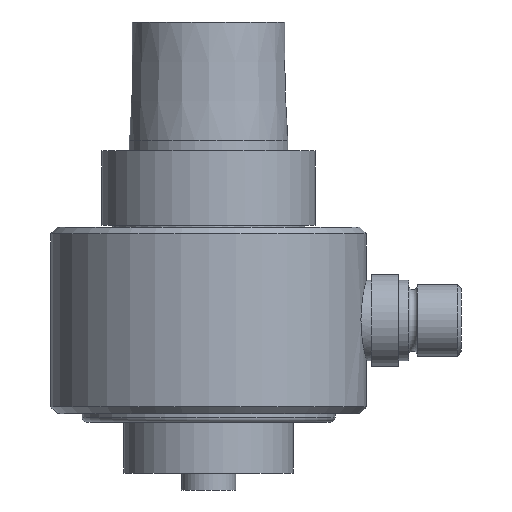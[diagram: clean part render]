
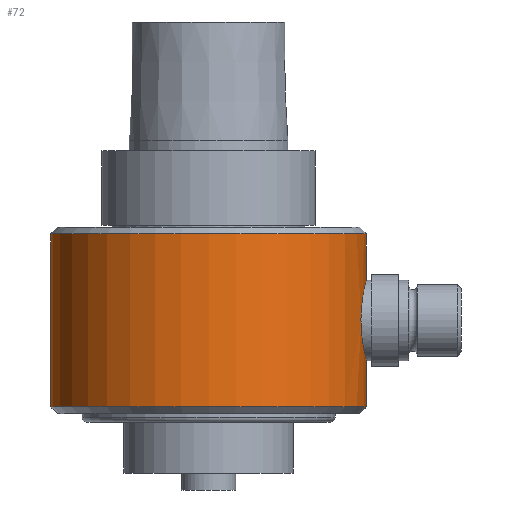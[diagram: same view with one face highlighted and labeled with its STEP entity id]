
A CAD part, left-side view. The second image highlights one B-rep face of the part: STEP entity #72.
In plain terms, the highlighted cylindrical face has radius 46.5 mm (diameter 93 mm), a full revolution.
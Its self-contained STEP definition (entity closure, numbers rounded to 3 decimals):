
#72=ADVANCED_FACE('',(#133,#134,#135),#101,.T.);
#101=CYLINDRICAL_SURFACE('',#445,46.5);
#109=B_SPLINE_CURVE_WITH_KNOTS('',3,(#628,#629,#630,#631,#632,#633,#634,#635,#636,
     #637,#638,#639,#640,#641,#642,#643,#644,#645),.UNSPECIFIED.,.T.,.F.,(2,2,2,
     2,2,2,2,2,2,2,2),(-0.125,0.0,0.125,0.25,0.375,0.5,0.625,0.75,0.875,1.0,1.125),
     .UNSPECIFIED.);
#133=FACE_BOUND('',#201,.T.);
#134=FACE_BOUND('',#202,.T.);
#135=FACE_BOUND('',#203,.T.);
#201=EDGE_LOOP('',(#271));
#202=EDGE_LOOP('',(#272));
#203=EDGE_LOOP('',(#273));
#271=ORIENTED_EDGE('',*,*,#366,.T.);
#272=ORIENTED_EDGE('',*,*,#367,.F.);
#273=ORIENTED_EDGE('',*,*,#356,.T.);
#321=VERTEX_POINT('',#646);
#331=VERTEX_POINT('',#677);
#332=VERTEX_POINT('',#679);
#356=EDGE_CURVE('',#321,#321,#109,.T.);
#366=EDGE_CURVE('',#331,#331,#400,.T.);
#367=EDGE_CURVE('',#332,#332,#401,.T.);
#400=CIRCLE('',#443,46.5);
#401=CIRCLE('',#444,46.5);
#443=AXIS2_PLACEMENT_3D('',#676,#533,#534);
#444=AXIS2_PLACEMENT_3D('',#678,#535,#536);
#445=AXIS2_PLACEMENT_3D('',#680,#537,#538);
#533=DIRECTION('',(0.0,0.0,-1.0));
#534=DIRECTION('',(-1.0,0.0,0.0));
#535=DIRECTION('',(0.0,0.0,-1.0));
#536=DIRECTION('',(-1.0,0.0,0.0));
#537=DIRECTION('',(0.0,0.0,-1.0));
#538=DIRECTION('',(-1.0,0.0,0.0));
#628=CARTESIAN_POINT('',(3.159,-46.5,-61.9));
#629=CARTESIAN_POINT('',(-3.159,-46.5,-61.9));
#630=CARTESIAN_POINT('',(-6.231,-46.134,-60.599));
#631=CARTESIAN_POINT('',(-10.601,-45.33,-56.227));
#632=CARTESIAN_POINT('',(-11.898,-44.952,-53.126));
#633=CARTESIAN_POINT('',(-11.902,-44.951,-46.889));
#634=CARTESIAN_POINT('',(-10.619,-45.327,-43.79));
#635=CARTESIAN_POINT('',(-6.212,-46.138,-39.382));
#636=CARTESIAN_POINT('',(-3.119,-46.5,-38.101));
#637=CARTESIAN_POINT('',(3.109,-46.5,-38.099));
#638=CARTESIAN_POINT('',(6.212,-46.137,-39.386));
#639=CARTESIAN_POINT('',(10.605,-45.33,-43.773));
#640=CARTESIAN_POINT('',(11.898,-44.952,-46.854));
#641=CARTESIAN_POINT('',(11.902,-44.951,-53.134));
#642=CARTESIAN_POINT('',(10.603,-45.329,-56.224));
#643=CARTESIAN_POINT('',(6.238,-46.133,-60.594));
#644=CARTESIAN_POINT('',(3.159,-46.5,-61.9));
#645=CARTESIAN_POINT('',(-3.159,-46.5,-61.9));
#646=CARTESIAN_POINT('',(0.,-46.5,-61.9));
#676=CARTESIAN_POINT('',(0.0,0.,-24.5));
#677=CARTESIAN_POINT('',(-46.5,0.,-24.5));
#678=CARTESIAN_POINT('',(0.0,0.,-75.5));
#679=CARTESIAN_POINT('',(-46.5,0.,-75.5));
#680=CARTESIAN_POINT('',(0.0,0.,38.0));
